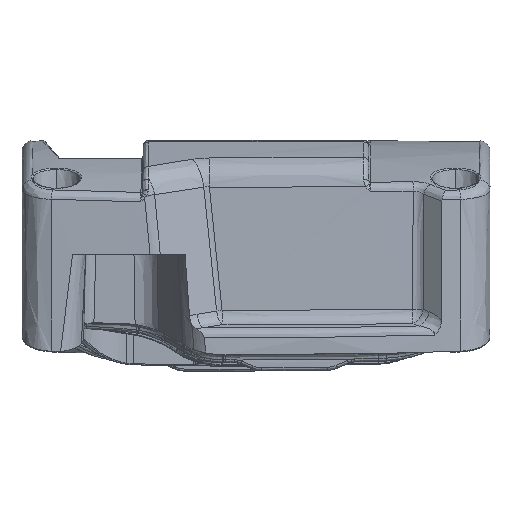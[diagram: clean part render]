
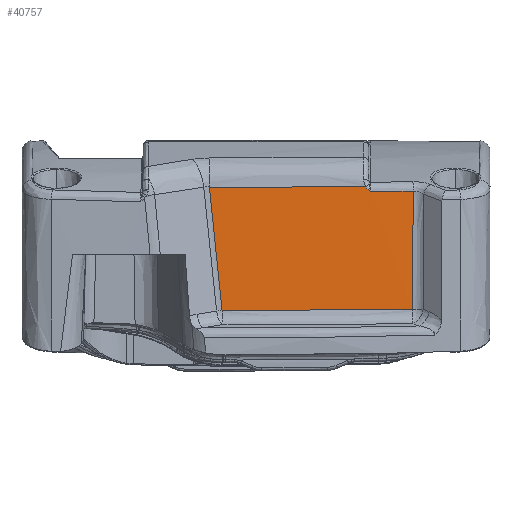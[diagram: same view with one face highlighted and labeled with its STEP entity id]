
A CAD part, top view. The second image highlights one B-rep face of the part: STEP entity #40757.
In plain terms, the highlighted conical face has half-angle 1 degrees and reference radius 1001.87 mm.
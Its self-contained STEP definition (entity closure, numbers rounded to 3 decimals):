
#2508=CARTESIAN_POINT('',(20.619,68.151,39.45));
#2527=CARTESIAN_POINT('',(21.515,67.216,39.448));
#2528=CARTESIAN_POINT('',(22.82,67.228,39.42));
#2529=CARTESIAN_POINT('',(25.466,67.255,39.357));
#2530=CARTESIAN_POINT('',(28.184,67.287,39.282));
#2531=CARTESIAN_POINT('',(29.56,67.304,39.241));
#2536=CARTESIAN_POINT('',(29.424,45.088,39.633));
#2537=CARTESIAN_POINT('',(29.438,47.372,39.593));
#2538=CARTESIAN_POINT('',(29.467,52.062,39.51));
#2539=CARTESIAN_POINT('',(29.511,59.352,39.381));
#2540=CARTESIAN_POINT('',(29.543,64.601,39.289));
#2541=CARTESIAN_POINT('',(29.56,67.304,39.241));
#2546=CARTESIAN_POINT('',(-6.379,44.906,40.048));
#2547=CARTESIAN_POINT('',(-2.401,44.895,40.074));
#2548=CARTESIAN_POINT('',(5.557,44.894,40.077));
#2549=CARTESIAN_POINT('',(17.492,44.955,39.939));
#2550=CARTESIAN_POINT('',(25.447,45.037,39.751));
#2551=CARTESIAN_POINT('',(29.424,45.088,39.633));
#2556=CARTESIAN_POINT('',(-6.379,44.906,40.048));
#2557=CARTESIAN_POINT('',(-6.627,47.303,40.005));
#2558=CARTESIAN_POINT('',(-7.133,52.214,39.916));
#2559=CARTESIAN_POINT('',(-7.916,59.828,39.777));
#2560=CARTESIAN_POINT('',(-8.475,65.281,39.677));
#2561=CARTESIAN_POINT('',(-8.763,68.084,39.625));
#2566=CARTESIAN_POINT('',(-8.763,68.084,39.625));
#2567=CARTESIAN_POINT('',(-5.378,68.073,39.655));
#2568=CARTESIAN_POINT('',(1.304,68.064,39.678));
#2569=CARTESIAN_POINT('',(10.482,68.085,39.624));
#2570=CARTESIAN_POINT('',(17.204,68.124,39.521));
#2571=CARTESIAN_POINT('',(20.619,68.151,39.45));
#2576=CARTESIAN_POINT('',(21.515,67.216,39.448));
#2577=CARTESIAN_POINT('',(21.446,67.275,39.448));
#2578=CARTESIAN_POINT('',(21.303,67.399,39.449));
#2579=CARTESIAN_POINT('',(21.088,67.597,39.45));
#2580=CARTESIAN_POINT('',(20.843,67.85,39.451));
#2581=CARTESIAN_POINT('',(20.691,68.044,39.451));
#2582=CARTESIAN_POINT('',(20.619,68.151,39.45));
#30929=CARTESIAN_POINT('',(-8.763,68.084,
39.625));
#31083=CARTESIAN_POINT('',(29.56,67.304,39.241));
#35363=CARTESIAN_POINT('',(29.424,45.088,39.633));
#35364=VERTEX_POINT('',#35363);
#35366=VERTEX_POINT('',#2546);
#35405=VERTEX_POINT('',#31083);
#35413=VERTEX_POINT('',#30929);
#35428=VERTEX_POINT('',#2527);
#37129=VERTEX_POINT('',#2508);
#40739=CARTESIAN_POINT('',(0.,56.523,-962.));
#40740=DIRECTION('',(0.,-1.,0.));
#40741=DIRECTION('',(0.,0.,-1.));
#40742=AXIS2_PLACEMENT_3D('',#40739,#40740,#40741);
#40743=CONICAL_SURFACE('',#40742,1001.866,1.);
#40745=ORIENTED_EDGE('',*,*,#40744,.T.);
#40747=ORIENTED_EDGE('',*,*,#40746,.F.);
#40749=ORIENTED_EDGE('',*,*,#40748,.F.);
#40751=ORIENTED_EDGE('',*,*,#40750,.T.);
#40752=ORIENTED_EDGE('',*,*,#40732,.T.);
#40754=ORIENTED_EDGE('',*,*,#40753,.F.);
#40755=EDGE_LOOP('',(#40745,#40747,#40749,#40751,#40752,#40754));
#40756=FACE_OUTER_BOUND('',#40755,.F.);
#40757=ADVANCED_FACE('',(#40756),#40743,.T.);
#2532=B_SPLINE_CURVE_WITH_KNOTS('',3,(#2527,#2528,#2529,#2530,#2531),
.UNSPECIFIED.,.F.,.F.,(4,1,4),(0.,0.5,1.),.UNSPECIFIED.);
#2542=B_SPLINE_CURVE_WITH_KNOTS('',3,(#2536,#2537,#2538,#2539,#2540,#2541),
.UNSPECIFIED.,.F.,.F.,(4,1,1,4),(0.,0.333,0.667,1.),
.UNSPECIFIED.);
#2552=B_SPLINE_CURVE_WITH_KNOTS('',3,(#2546,#2547,#2548,#2549,#2550,#2551),
.UNSPECIFIED.,.F.,.F.,(4,1,1,4),(0.,0.333,0.667,1.),
.UNSPECIFIED.);
#2562=B_SPLINE_CURVE_WITH_KNOTS('',3,(#2556,#2557,#2558,#2559,#2560,#2561),
.UNSPECIFIED.,.F.,.F.,(4,1,1,4),(0.,0.333,0.667,1.),
.UNSPECIFIED.);
#2572=B_SPLINE_CURVE_WITH_KNOTS('',3,(#2566,#2567,#2568,#2569,#2570,#2571),
.UNSPECIFIED.,.F.,.F.,(4,1,1,4),(0.,0.333,0.667,1.),
.UNSPECIFIED.);
#2583=B_SPLINE_CURVE_WITH_KNOTS('',3,(#2576,#2577,#2578,#2579,#2580,#2581,
#2582),.UNSPECIFIED.,.F.,.F.,(4,1,1,1,4),(0.,0.25,0.5,0.75,1.),
.UNSPECIFIED.);
#40732=EDGE_CURVE('',#35413,#37129,#2572,.T.);
#40744=EDGE_CURVE('',#35428,#35405,#2532,.T.);
#40746=EDGE_CURVE('',#35364,#35405,#2542,.T.);
#40748=EDGE_CURVE('',#35366,#35364,#2552,.T.);
#40750=EDGE_CURVE('',#35366,#35413,#2562,.T.);
#40753=EDGE_CURVE('',#35428,#37129,#2583,.T.);
